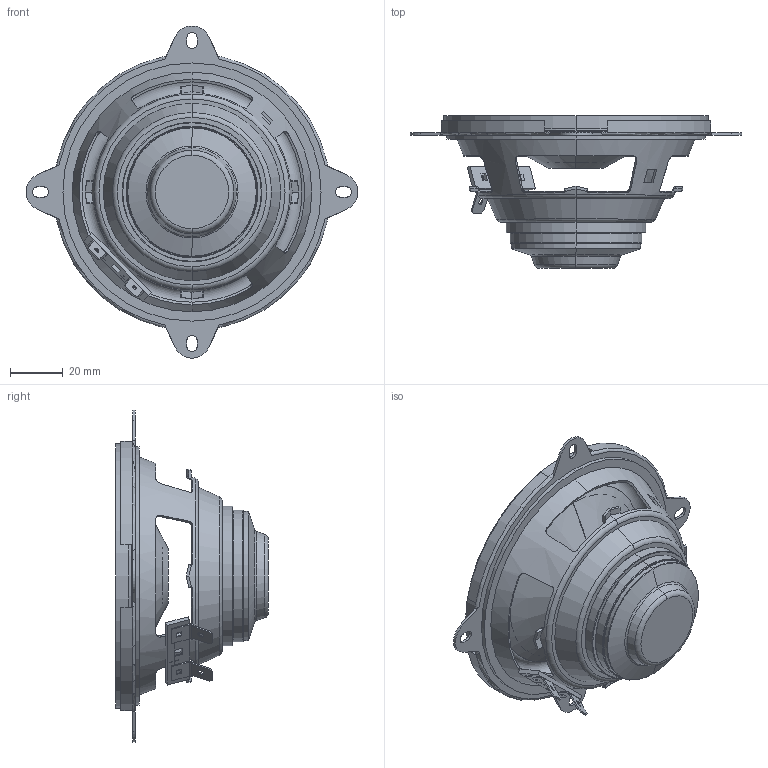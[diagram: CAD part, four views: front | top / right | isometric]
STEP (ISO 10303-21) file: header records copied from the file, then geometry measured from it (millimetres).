
FILE_DESCRIPTION (( 'STEP AP203' ), '1' );
FILE_NAME ('40NFR-223 3D drawing 20200907.STEP', '2020-09-07T05:40:06', ( '' ), ( '' ), 'SwSTEP 2.0', 'SolidWorks 2020', '' );
FILE_SCHEMA (( 'CONFIG_CONTROL_DESIGN' ));
Length unit declared in the file: millimetre
Products named in the file (1): 40NFR-223 3D drawing 20200907
Bounding box: 126.01 x 57.9 x 126.03 mm (x, y, z)
Surface area: 54173.1 mm2 (no closed solid volume)
Topology: 0 solids, 13 shells, 314 faces, 881 edges, 575 vertices
Faces by surface type: plane 116, bspline 56, cylinder 51, cone 45, torus 44, sphere 2
Entity records: 12716 total; most frequent: CARTESIAN_POINT 4935, ORIENTED_EDGE 1644, DIRECTION 1491, EDGE_CURVE 881, VERTEX_POINT 575, AXIS2_PLACEMENT_3D 563, LINE 365, VECTOR 365
